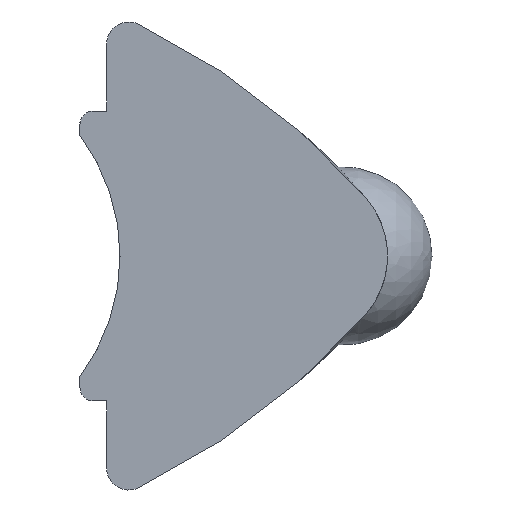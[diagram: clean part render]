
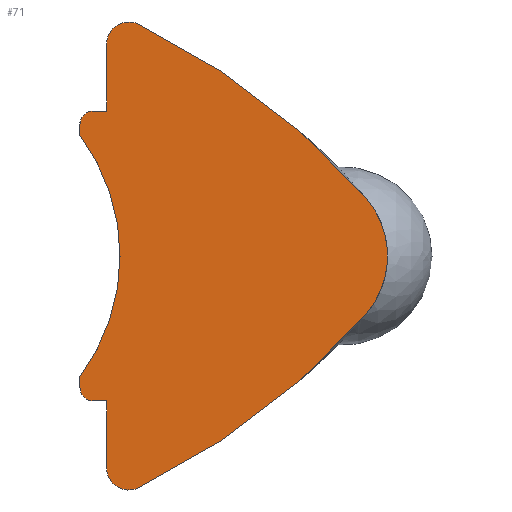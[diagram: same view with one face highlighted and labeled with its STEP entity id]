
A CAD part, left-side view. The second image highlights one B-rep face of the part: STEP entity #71.
In plain terms, the highlighted planar face has unit normal (-1, 0, 0).
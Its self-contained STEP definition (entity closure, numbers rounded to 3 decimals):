
#71 = ADVANCED_FACE( '', ( #153 ), #154, .F. );
#153 = FACE_OUTER_BOUND( '', #243, .T. );
#154 = PLANE( '', #244 );
#243 = EDGE_LOOP( '', ( #386, #387, #388, #389, #390, #391, #392, #393, #394, #395, #396, #397, #398, #399 ) );
#244 = AXIS2_PLACEMENT_3D( '', #400, #401, #402 );
#386 = ORIENTED_EDGE( '', *, *, #613, .F. );
#387 = ORIENTED_EDGE( '', *, *, #614, .F. );
#388 = ORIENTED_EDGE( '', *, *, #615, .F. );
#389 = ORIENTED_EDGE( '', *, *, #616, .F. );
#390 = ORIENTED_EDGE( '', *, *, #617, .T. );
#391 = ORIENTED_EDGE( '', *, *, #600, .F. );
#392 = ORIENTED_EDGE( '', *, *, #611, .F. );
#393 = ORIENTED_EDGE( '', *, *, #618, .F. );
#394 = ORIENTED_EDGE( '', *, *, #619, .F. );
#395 = ORIENTED_EDGE( '', *, *, #603, .F. );
#396 = ORIENTED_EDGE( '', *, *, #620, .F. );
#397 = ORIENTED_EDGE( '', *, *, #621, .F. );
#398 = ORIENTED_EDGE( '', *, *, #622, .F. );
#399 = ORIENTED_EDGE( '', *, *, #580, .F. );
#400 = CARTESIAN_POINT( '', ( 0., 5.8, 4.75 ) );
#401 = DIRECTION( '', ( 1., 0., 0. ) );
#402 = DIRECTION( '', ( 0., 0., -1. ) );
#580 = EDGE_CURVE( '', #700, #701, #702, .T. );
#600 = EDGE_CURVE( '', #732, #734, #735, .T. );
#603 = EDGE_CURVE( '', #738, #739, #740, .T. );
#611 = EDGE_CURVE( '', #751, #732, #753, .T. );
#613 = EDGE_CURVE( '', #755, #700, #756, .T. );
#614 = EDGE_CURVE( '', #757, #755, #758, .T. );
#615 = EDGE_CURVE( '', #759, #757, #760, .T. );
#616 = EDGE_CURVE( '', #761, #759, #762, .T. );
#617 = EDGE_CURVE( '', #761, #734, #763, .T. );
#618 = EDGE_CURVE( '', #764, #751, #765, .T. );
#619 = EDGE_CURVE( '', #739, #764, #766, .T. );
#620 = EDGE_CURVE( '', #767, #738, #768, .T. );
#621 = EDGE_CURVE( '', #769, #767, #770, .T. );
#622 = EDGE_CURVE( '', #701, #769, #771, .T. );
#700 = VERTEX_POINT( '', #968 );
#701 = VERTEX_POINT( '', #969 );
#702 = CIRCLE( '', #970, 0.5 );
#732 = VERTEX_POINT( '', #1045 );
#734 = VERTEX_POINT( '', #1048 );
#735 = LINE( '', #1049, #1050 );
#738 = VERTEX_POINT( '', #1054 );
#739 = VERTEX_POINT( '', #1055 );
#740 = CIRCLE( '', #1056, 0.5 );
#751 = VERTEX_POINT( '', #1070 );
#753 = CIRCLE( '', #1073, 0.3 );
#755 = VERTEX_POINT( '', #1075 );
#756 = LINE( '', #1076, #1077 );
#757 = VERTEX_POINT( '', #1078 );
#758 = LINE( '', #1079, #1080 );
#759 = VERTEX_POINT( '', #1081 );
#760 = CIRCLE( '', #1082, 0.3 );
#761 = VERTEX_POINT( '', #1083 );
#762 = LINE( '', #1084, #1085 );
#763 = CIRCLE( '', #1086, 4.5 );
#764 = VERTEX_POINT( '', #1087 );
#765 = LINE( '', #1088, #1089 );
#766 = LINE( '', #1090, #1091 );
#767 = VERTEX_POINT( '', #1092 );
#768 = CIRCLE( '', #1093, 16. );
#769 = VERTEX_POINT( '', #1094 );
#770 = CIRCLE( '', #1095, 2. );
#771 = CIRCLE( '', #1096, 16. );
#968 = CARTESIAN_POINT( '', ( 0., 6.3, 4.75 ) );
#969 = CARTESIAN_POINT( '', ( 0., 5.582, 5.2 ) );
#970 = AXIS2_PLACEMENT_3D( '', #1247, #1248, #1249 );
#1045 = CARTESIAN_POINT( '', ( 0., 6.9, -2.95 ) );
#1048 = CARTESIAN_POINT( '', ( 0., 6.9, -2.7 ) );
#1049 = CARTESIAN_POINT( '', ( 0., 6.9, -2.95 ) );
#1050 = VECTOR( '', #1268, 1000. );
#1054 = CARTESIAN_POINT( '', ( 0., 5.582, -5.2 ) );
#1055 = CARTESIAN_POINT( '', ( 0., 6.3, -4.75 ) );
#1056 = AXIS2_PLACEMENT_3D( '', #1270, #1271, #1272 );
#1070 = CARTESIAN_POINT( '', ( 0., 6.6, -3.25 ) );
#1073 = AXIS2_PLACEMENT_3D( '', #1283, #1284, #1285 );
#1075 = CARTESIAN_POINT( '', ( 0., 6.3, 3.25 ) );
#1076 = CARTESIAN_POINT( '', ( 0., 6.3, 3.25 ) );
#1077 = VECTOR( '', #1286, 1000. );
#1078 = CARTESIAN_POINT( '', ( 0., 6.6, 3.25 ) );
#1079 = CARTESIAN_POINT( '', ( 0., 6.6, 3.25 ) );
#1080 = VECTOR( '', #1287, 1000. );
#1081 = CARTESIAN_POINT( '', ( 0., 6.9, 2.95 ) );
#1082 = AXIS2_PLACEMENT_3D( '', #1288, #1289, #1290 );
#1083 = CARTESIAN_POINT( '', ( 0., 6.9, 2.7 ) );
#1084 = CARTESIAN_POINT( '', ( 0., 6.9, 2.7 ) );
#1085 = VECTOR( '', #1291, 1000. );
#1086 = AXIS2_PLACEMENT_3D( '', #1292, #1293, #1294 );
#1087 = CARTESIAN_POINT( '', ( 0., 6.3, -3.25 ) );
#1088 = CARTESIAN_POINT( '', ( 0., 6.3, -3.25 ) );
#1089 = VECTOR( '', #1295, 1000. );
#1090 = CARTESIAN_POINT( '', ( 0., 6.3, -4.75 ) );
#1091 = VECTOR( '', #1296, 1000. );
#1092 = CARTESIAN_POINT( '', ( 0., 0.493, -1.315 ) );
#1093 = AXIS2_PLACEMENT_3D( '', #1297, #1298, #1299 );
#1094 = CARTESIAN_POINT( '', ( 0., 0.493, 1.315 ) );
#1095 = AXIS2_PLACEMENT_3D( '', #1300, #1301, #1302 );
#1096 = AXIS2_PLACEMENT_3D( '', #1303, #1304, #1305 );
#1247 = CARTESIAN_POINT( '', ( 0., 5.8, 4.75 ) );
#1248 = DIRECTION( '', ( 1., 0., 0. ) );
#1249 = DIRECTION( '', ( 0., 0., -1. ) );
#1268 = DIRECTION( '', ( 0., 0., 1. ) );
#1270 = CARTESIAN_POINT( '', ( 0., 5.8, -4.75 ) );
#1271 = DIRECTION( '', ( 1., 0., 0. ) );
#1272 = DIRECTION( '', ( 0., 0., -1. ) );
#1283 = CARTESIAN_POINT( '', ( 0., 6.6, -2.95 ) );
#1284 = DIRECTION( '', ( 1., 0., 0. ) );
#1285 = DIRECTION( '', ( 0., 0., -1. ) );
#1286 = DIRECTION( '', ( 0., 0., 1. ) );
#1287 = DIRECTION( '', ( 0., -1., 0. ) );
#1288 = CARTESIAN_POINT( '', ( 0., 6.6, 2.95 ) );
#1289 = DIRECTION( '', ( 1., 0., 0. ) );
#1290 = DIRECTION( '', ( 0., 0., -1. ) );
#1291 = DIRECTION( '', ( 0., 0., 1. ) );
#1292 = CARTESIAN_POINT( '', ( 0., 10.5, 0. ) );
#1293 = DIRECTION( '', ( 1., 0., 0. ) );
#1294 = DIRECTION( '', ( 0., 0., -1. ) );
#1295 = DIRECTION( '', ( 0., 1., 0. ) );
#1296 = DIRECTION( '', ( 0., 0., 1. ) );
#1297 = CARTESIAN_POINT( '', ( 0., 12.55, 9.203 ) );
#1298 = DIRECTION( '', ( 1., 0., 0. ) );
#1299 = DIRECTION( '', ( 0., 0., -1. ) );
#1300 = CARTESIAN_POINT( '', ( 0., 2., 0. ) );
#1301 = DIRECTION( '', ( 1., 0., 0. ) );
#1302 = DIRECTION( '', ( 0., 0., -1. ) );
#1303 = CARTESIAN_POINT( '', ( 0., 12.55, -9.203 ) );
#1304 = DIRECTION( '', ( 1., 0., 0. ) );
#1305 = DIRECTION( '', ( 0., 0., -1. ) );
